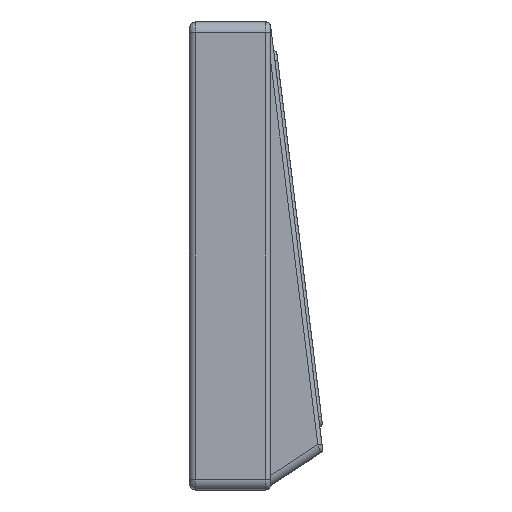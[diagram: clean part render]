
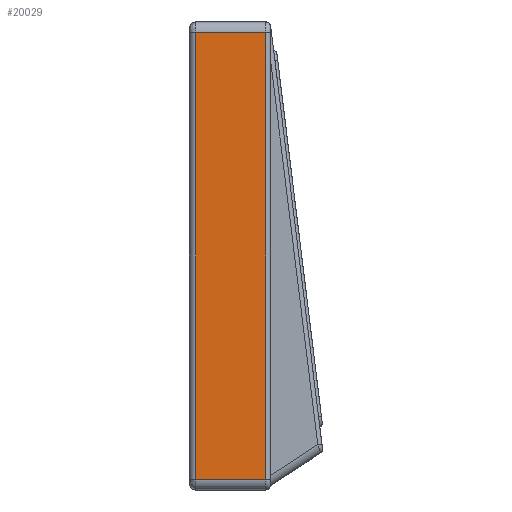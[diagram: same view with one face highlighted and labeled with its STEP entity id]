
A CAD part, left-side view. The second image highlights one B-rep face of the part: STEP entity #20029.
In plain terms, the highlighted planar face has unit normal (-1, 0, 0).
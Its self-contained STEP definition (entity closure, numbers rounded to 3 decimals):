
#1506=PLANE('',#21371);
#2529=FACE_OUTER_BOUND('',#3690,.T.);
#3690=EDGE_LOOP('',(#14997,#14998,#14999,#15000));
#5125=LINE('',#28884,#6911);
#5151=LINE('',#29276,#6937);
#5152=LINE('',#29279,#6938);
#5153=LINE('',#29280,#6939);
#6911=VECTOR('',#23389,10.);
#6937=VECTOR('',#23507,1000.);
#6938=VECTOR('',#23510,1000.);
#6939=VECTOR('',#23511,1000.);
#8997=VERTEX_POINT('',#28879);
#8998=VERTEX_POINT('',#28883);
#9020=VERTEX_POINT('',#29274);
#9021=VERTEX_POINT('',#29278);
#11247=EDGE_CURVE('',#8997,#8998,#5125,.T.);
#11299=EDGE_CURVE('',#8997,#9020,#5151,.T.);
#11300=EDGE_CURVE('',#9020,#9021,#5152,.T.);
#11301=EDGE_CURVE('',#9021,#8998,#5153,.T.);
#14997=ORIENTED_EDGE('',*,*,#11247,.F.);
#14998=ORIENTED_EDGE('',*,*,#11299,.T.);
#14999=ORIENTED_EDGE('',*,*,#11300,.T.);
#15000=ORIENTED_EDGE('',*,*,#11301,.T.);
#20029=ADVANCED_FACE('',(#2529),#1506,.F.);
#21371=AXIS2_PLACEMENT_3D('',#29277,#23508,#23509);
#23389=DIRECTION('',(0.,0.,-1.));
#23507=DIRECTION('',(0.,1.,0.));
#23508=DIRECTION('center_axis',(1.,0.,0.));
#23509=DIRECTION('ref_axis',(0.,0.,-1.));
#23510=DIRECTION('',(0.,0.,-1.));
#23511=DIRECTION('',(0.,-1.,0.));
#28879=CARTESIAN_POINT('',(-147.85,136.,52.6));
#28883=CARTESIAN_POINT('',(-147.85,136.,-52.6));
#28884=CARTESIAN_POINT('',(-147.85,136.,-27.55));
#29274=CARTESIAN_POINT('',(-147.85,152.5,52.6));
#29276=CARTESIAN_POINT('',(-147.85,154.,52.6));
#29277=CARTESIAN_POINT('Origin',(-147.85,154.,-55.1));
#29278=CARTESIAN_POINT('',(-147.85,152.5,-52.6));
#29279=CARTESIAN_POINT('',(-147.85,152.5,-52.6));
#29280=CARTESIAN_POINT('',(-147.85,154.,-52.6));
